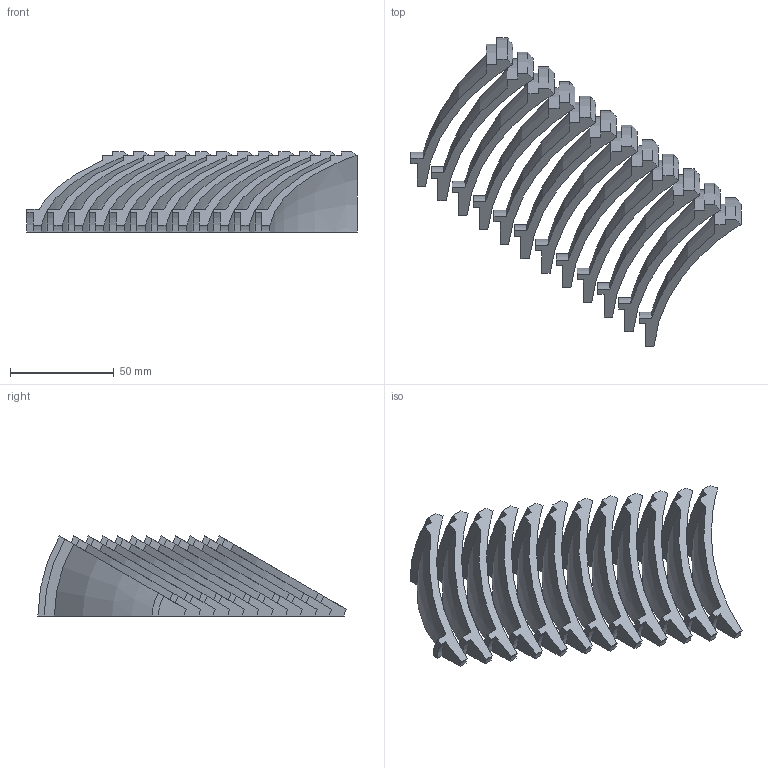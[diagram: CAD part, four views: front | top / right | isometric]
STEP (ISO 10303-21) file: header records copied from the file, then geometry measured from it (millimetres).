
FILE_DESCRIPTION(('Open CASCADE Model'),'2;1');
FILE_NAME('Open CASCADE Shape Model','2025-06-19T16:32:22',('Author'),( 'Open CASCADE'),'Open CASCADE STEP processor 7.7','Open CASCADE 7.7' ,'Unknown');
FILE_SCHEMA(('AUTOMOTIVE_DESIGN { 1 0 10303 214 1 1 1 1 }'));
Length unit declared in the file: millimetre
Products named in the file (26): 8a05bda5-4cdf-11f0-8198-00155d6e0ae5; 8a06221d-4cdf-11f0-b024-00155d6e0ae5; 8a06221d-4cdf-11f0-b024-00155d6e0ae5_part; 8a0674dd-4cdf-11f0-aa93-00155d6e0ae5; 8a0674dd-4cdf-11f0-aa93-00155d6e0ae5_part; 8a06b15d-4cdf-11f0-83c2-00155d6e0ae5; 8a06b15d-4cdf-11f0-83c2-00155d6e0ae5_part; 8a06f6c6-4cdf-11f0-8809-00155d6e0ae5; 8a06f6c6-4cdf-11f0-8809-00155d6e0ae5_part; 8a072d8d-4cdf-11f0-87fd-00155d6e0ae5; 8a072d8d-4cdf-11f0-87fd-00155d6e0ae5_part; 8a076a5b-4cdf-11f0-a456-00155d6e0ae5; 8a076a5b-4cdf-11f0-a456-00155d6e0ae5_part; 8a079f00-4cdf-11f0-af12-00155d6e0ae5; 8a079f00-4cdf-11f0-af12-00155d6e0ae5_part; 8a07ca49-4cdf-11f0-b9a7-00155d6e0ae5; 8a07ca49-4cdf-11f0-b9a7-00155d6e0ae5_part; 8a07fb14-4cdf-11f0-b3e4-00155d6e0ae5; 8a07fb14-4cdf-11f0-b3e4-00155d6e0ae5_part; 8a082f95-4cdf-11f0-acf5-00155d6e0ae5; 8a082f95-4cdf-11f0-acf5-00155d6e0ae5_part; 8a0859b3-4cdf-11f0-ba48-00155d6e0ae5; 8a0859b3-4cdf-11f0-ba48-00155d6e0ae5_part; 8a0882fd-4cdf-11f0-aa93-00155d6e0ae5; 8a0882fd-4cdf-11f0-aa93-00155d6e0ae5_part
Assembly tree (25 placements, depth 4):
  8a05bda5-4cdf-11f0-8198-00155d6e0ae5
    8a05bda5-4cdf-11f0-8198-00155d6e0ae5
      8a06221d-4cdf-11f0-b024-00155d6e0ae5
        8a06221d-4cdf-11f0-b024-00155d6e0ae5_part
      8a0674dd-4cdf-11f0-aa93-00155d6e0ae5
        8a0674dd-4cdf-11f0-aa93-00155d6e0ae5_part
      8a06b15d-4cdf-11f0-83c2-00155d6e0ae5
        8a06b15d-4cdf-11f0-83c2-00155d6e0ae5_part
      8a06f6c6-4cdf-11f0-8809-00155d6e0ae5
        8a06f6c6-4cdf-11f0-8809-00155d6e0ae5_part
      8a072d8d-4cdf-11f0-87fd-00155d6e0ae5
        8a072d8d-4cdf-11f0-87fd-00155d6e0ae5_part
      8a076a5b-4cdf-11f0-a456-00155d6e0ae5
        8a076a5b-4cdf-11f0-a456-00155d6e0ae5_part
      8a079f00-4cdf-11f0-af12-00155d6e0ae5
        8a079f00-4cdf-11f0-af12-00155d6e0ae5_part
      8a07ca49-4cdf-11f0-b9a7-00155d6e0ae5
        8a07ca49-4cdf-11f0-b9a7-00155d6e0ae5_part
      8a07fb14-4cdf-11f0-b3e4-00155d6e0ae5
        8a07fb14-4cdf-11f0-b3e4-00155d6e0ae5_part
      8a082f95-4cdf-11f0-acf5-00155d6e0ae5
        8a082f95-4cdf-11f0-acf5-00155d6e0ae5_part
      8a0859b3-4cdf-11f0-ba48-00155d6e0ae5
        8a0859b3-4cdf-11f0-ba48-00155d6e0ae5_part
      8a0882fd-4cdf-11f0-aa93-00155d6e0ae5
        8a0882fd-4cdf-11f0-aa93-00155d6e0ae5_part
Bounding box: 158.97 x 148.38 x 38.53 mm (x, y, z)
Volume: 106244.4 mm3; surface area: 61336.6 mm2
Topology: 12 solids, 12 shells, 168 faces, 432 edges, 288 vertices
Faces by surface type: plane 72, cylinder 60, revolution 24, cone 12
Entity records: 15466 total; most frequent: CARTESIAN_POINT 6458, DIRECTION 1612, ORIENTED_EDGE 864, PCURVE 864, DEFINITIONAL_REPRESENTATION 864, LINE 804, VECTOR 804, EDGE_CURVE 432
